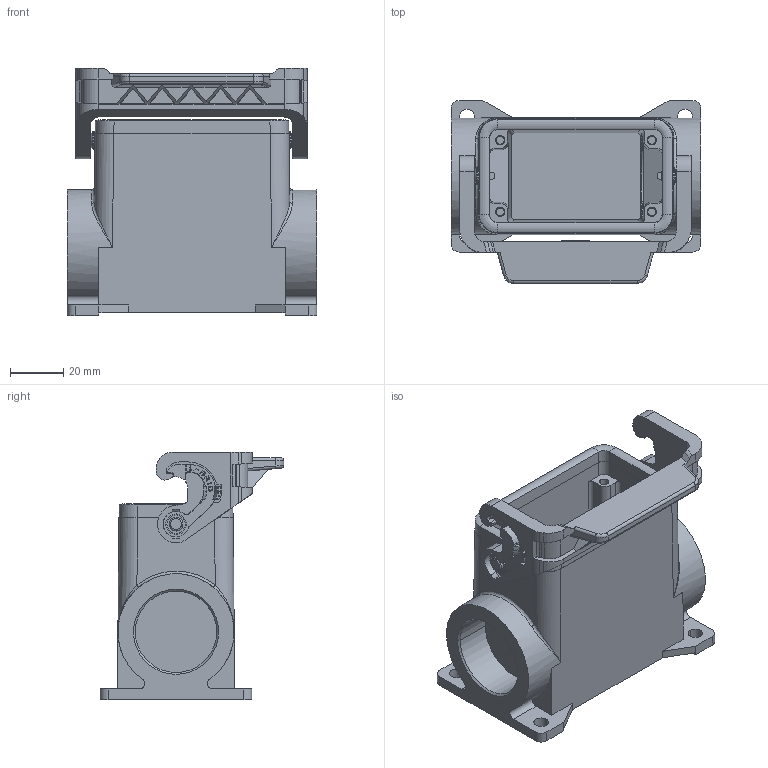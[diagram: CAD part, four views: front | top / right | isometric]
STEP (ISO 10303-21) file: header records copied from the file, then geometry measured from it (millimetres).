
FILE_DESCRIPTION(('Creo Elements/Direct Modeling STEP Export'),'2;1');
FILE_NAME('37jbk2e5pl6p6rp4548','2023-03-10T13:36:55',(''),(''),'Creo Elements/Direct Modeling STEP processor for AP214 (Solid Model)','Creo Elements/Direct Modeling 20.1B 02-Apr-2019 (C) Parametric Technology GmbH','');
FILE_SCHEMA(('AUTOMOTIVE_DESIGN { 1 0 10303 214 1 1 1 1 }'));
Length unit declared in the file: millimetre
Products named in the file (3): MLAP 10 L32; MLAP 10 L40
Assembly tree (2 placements, depth 3):
  MLAP 10 L40
    MLAP 10 L32
      MLAP 10 L32
Bounding box: 94 x 69 x 93 mm (x, y, z)
Volume: 112207.8 mm3; surface area: 55108.9 mm2
Topology: 1 solids, 1 shells, 1007 faces, 2739 edges, 1781 vertices
Faces by surface type: plane 623, cylinder 288, torus 46, cone 34, bspline 16
Entity records: 44057 total; most frequent: CARTESIAN_POINT 10956, ORIENTED_EDGE 5470, DIRECTION 4931, EDGE_CURVE 2735, VECTOR 1899, LINE 1899, VERTEX_POINT 1781, AXIS2_PLACEMENT_3D 1516
